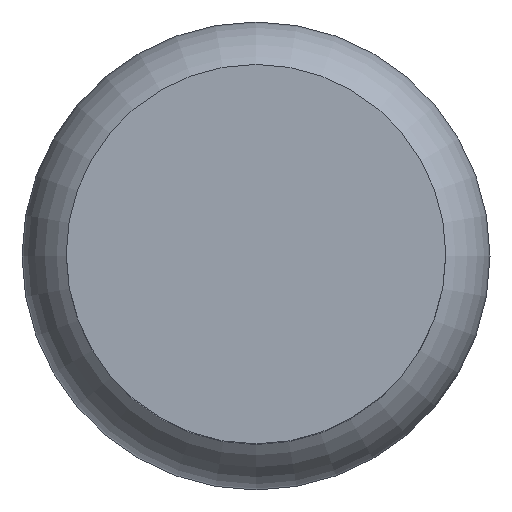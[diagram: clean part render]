
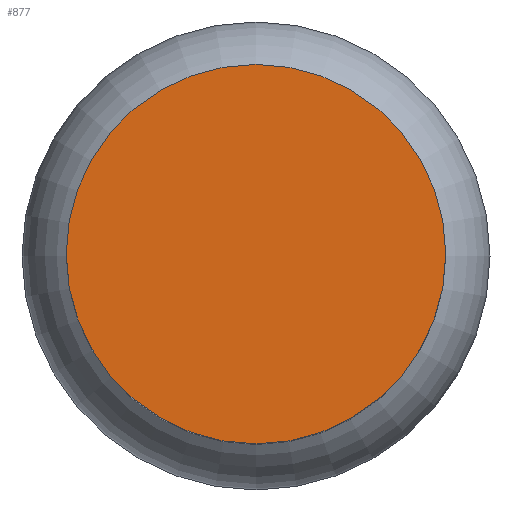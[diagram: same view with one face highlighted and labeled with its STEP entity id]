
A CAD part, top view. The second image highlights one B-rep face of the part: STEP entity #877.
In plain terms, the highlighted planar face has unit normal (0, 0, 1).
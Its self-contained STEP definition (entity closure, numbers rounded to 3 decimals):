
#749 = CYLINDRICAL_SURFACE('',#750,0.45);
#750 = AXIS2_PLACEMENT_3D('',#751,#752,#753);
#751 = CARTESIAN_POINT('',(0.,0.,15.75));
#752 = DIRECTION('',(0.,0.,1.));
#753 = DIRECTION('',(1.,0.,0.));
#822 = EDGE_CURVE('',#823,#823,#825,.T.);
#823 = VERTEX_POINT('',#824);
#824 = CARTESIAN_POINT('',(0.45,0.,16.65));
#825 = SURFACE_CURVE('',#826,(#831,#838),.PCURVE_S1.);
#826 = CIRCLE('',#827,0.45);
#827 = AXIS2_PLACEMENT_3D('',#828,#829,#830);
#828 = CARTESIAN_POINT('',(0.,0.,16.65));
#829 = DIRECTION('',(0.,0.,1.));
#830 = DIRECTION('',(1.,0.,0.));
#831 = PCURVE('',#749,#832);
#832 = DEFINITIONAL_REPRESENTATION('',(#833),#837);
#833 = LINE('',#834,#835);
#834 = CARTESIAN_POINT('',(0.,0.9));
#835 = VECTOR('',#836,1.);
#836 = DIRECTION('',(1.,0.));
#837 = ( GEOMETRIC_REPRESENTATION_CONTEXT(2) 
PARAMETRIC_REPRESENTATION_CONTEXT() REPRESENTATION_CONTEXT('2D SPACE',''
  ) );
#838 = PCURVE('',#839,#844);
#839 = PLANE('',#840);
#840 = AXIS2_PLACEMENT_3D('',#841,#842,#843);
#841 = CARTESIAN_POINT('',(0.,0.,16.65));
#842 = DIRECTION('',(0.,0.,1.));
#843 = DIRECTION('',(1.,0.,0.));
#844 = DEFINITIONAL_REPRESENTATION('',(#845),#849);
#845 = CIRCLE('',#846,0.45);
#846 = AXIS2_PLACEMENT_2D('',#847,#848);
#847 = CARTESIAN_POINT('',(0.,0.));
#848 = DIRECTION('',(1.,0.));
#849 = ( GEOMETRIC_REPRESENTATION_CONTEXT(2) 
PARAMETRIC_REPRESENTATION_CONTEXT() REPRESENTATION_CONTEXT('2D SPACE',''
  ) );
#877 = ADVANCED_FACE('',(#878),#839,.T.);
#878 = FACE_BOUND('',#879,.T.);
#879 = EDGE_LOOP('',(#880));
#880 = ORIENTED_EDGE('',*,*,#822,.T.);
